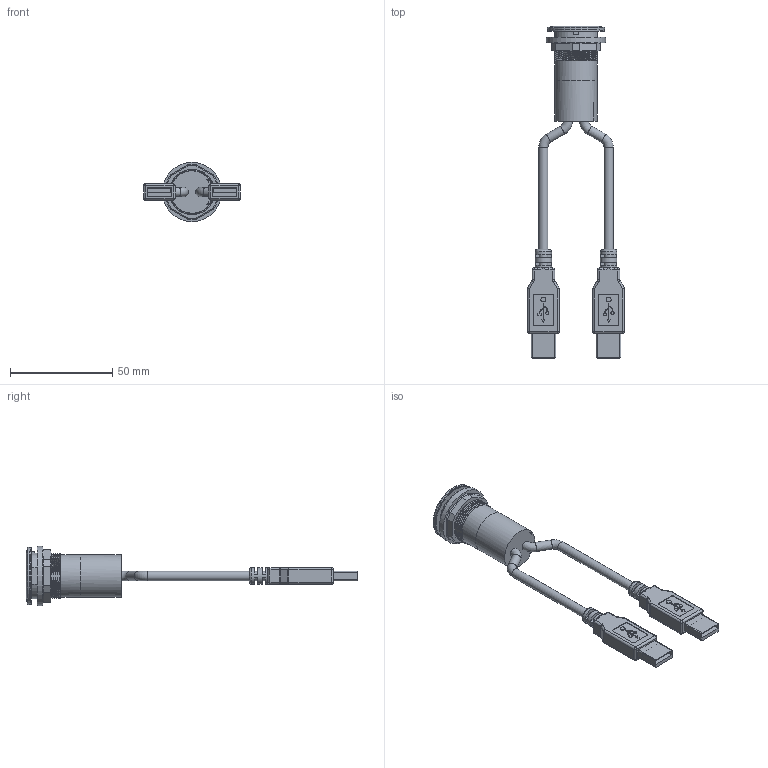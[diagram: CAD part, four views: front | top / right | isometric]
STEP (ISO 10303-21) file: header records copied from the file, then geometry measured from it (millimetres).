
FILE_DESCRIPTION(/* description */ (''),/* implementation_level */ '2;1');
FILE_NAME(/* name */ 'RRJVA_2USB3_vereinfacht.stp',/* time_stamp */ '2024-07-01T11:10:51+02:00',/* author */ ('Sz'),/* organization */ (''),/* preprocessor_version */ 'ST-DEVELOPER v19.2',/* originating_system */ 'Autodesk Inventor 2023',/* authorisation */ '');
FILE_SCHEMA (('AUTOMOTIVE_DESIGN { 1 0 10303 214 3 1 1 }'));
Products named in the file (1): Bauteil2650
Bounding box: 47.36 x 162.11 x 29 mm (x, y, z)
Volume: 29546.6 mm3; surface area: 18985.4 mm2
Topology: 6 solids, 6 shells, 1334 faces, 3599 edges, 2308 vertices
Faces by surface type: plane 792, cylinder 381, bspline 112, sphere 24, torus 19, cone 6
Full cylindrical faces by diameter (mm): 4.5 x4, 8 x2, 18.8 x1, 20 x1, 20.05 x1, 20.7 x2, 20.917 x1, 22 x2, 22.6 x1, 25.35 x1, 27.1 x1, 27.3 x1, 27.4 x1, 27.9 x1, 29 x1
Entity records: 56066 total; most frequent: CARTESIAN_POINT 21466, ORIENTED_EDGE 7182, DIRECTION 6437, EDGE_CURVE 3591, LINE 2539, VECTOR 2539, VERTEX_POINT 2308, AXIS2_PLACEMENT_3D 1949
